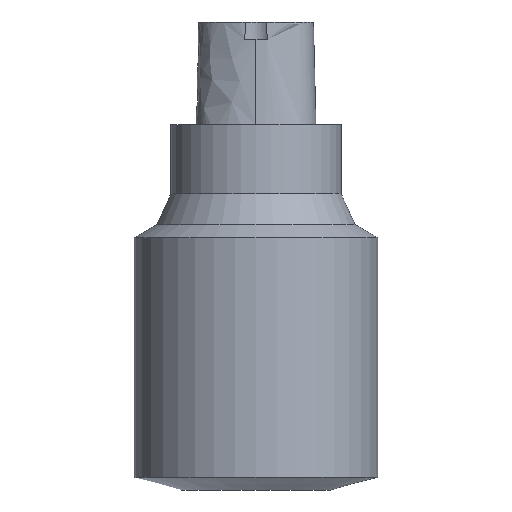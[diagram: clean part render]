
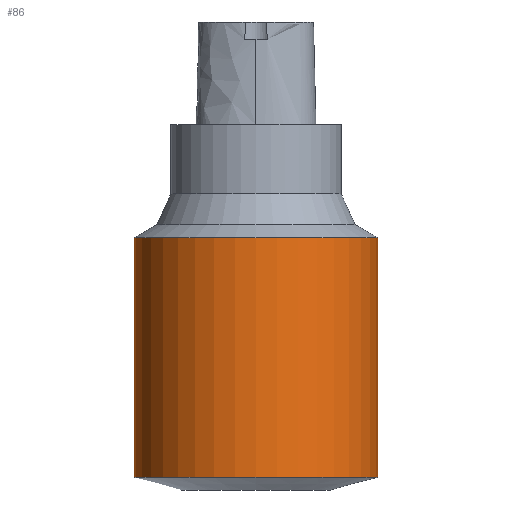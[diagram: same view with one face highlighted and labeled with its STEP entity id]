
A CAD part, front view. The second image highlights one B-rep face of the part: STEP entity #86.
In plain terms, the highlighted cylindrical face has radius 45 mm (diameter 90 mm), a full revolution.
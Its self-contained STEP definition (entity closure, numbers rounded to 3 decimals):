
#86=ADVANCED_FACE('240[2]',(#210,#211),#212,.T.);
#135=EDGE_CURVE('240[2]',#275,#275,#276,.T.);
#137=EDGE_CURVE('240[2]',#278,#278,#279,.T.);
#210=FACE_BOUND('',#409,.T.);
#211=FACE_BOUND('',#410,.T.);
#212=CYLINDRICAL_SURFACE('',#411,45.);
#275=VERTEX_POINT('',#998);
#276=CIRCLE('',#999,45.);
#278=VERTEX_POINT('',#1002);
#279=CIRCLE('',#1003,45.);
#409=EDGE_LOOP('',(#1064));
#410=EDGE_LOOP('',(#1065));
#411=AXIS2_PLACEMENT_3D('',#1066,#1067,#1068);
#998=CARTESIAN_POINT('',(0.,45.,-41.774));
#999=AXIS2_PLACEMENT_3D('',#1141,#1142,#1143);
#1002=CARTESIAN_POINT('',(0.,45.,-130.311));
#1003=AXIS2_PLACEMENT_3D('',#1144,#1145,#1146);
#1064=ORIENTED_EDGE('',*,*,#137,.F.);
#1065=ORIENTED_EDGE('',*,*,#135,.T.);
#1066=CARTESIAN_POINT('',(0.,0.,-86.042));
#1067=DIRECTION('',(0.,0.,1.0));
#1068=DIRECTION('',(0.,1.0,0.));
#1141=CARTESIAN_POINT('',(0.,0.,-41.774));
#1142=DIRECTION('',(0.,0.,-1.0));
#1143=DIRECTION('',(0.,1.0,0.));
#1144=CARTESIAN_POINT('',(0.,0.,-130.311));
#1145=DIRECTION('',(0.,0.,-1.0));
#1146=DIRECTION('',(0.,1.0,0.));
